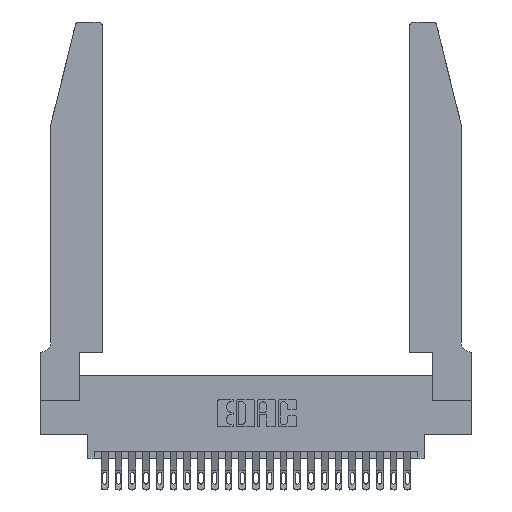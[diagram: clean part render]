
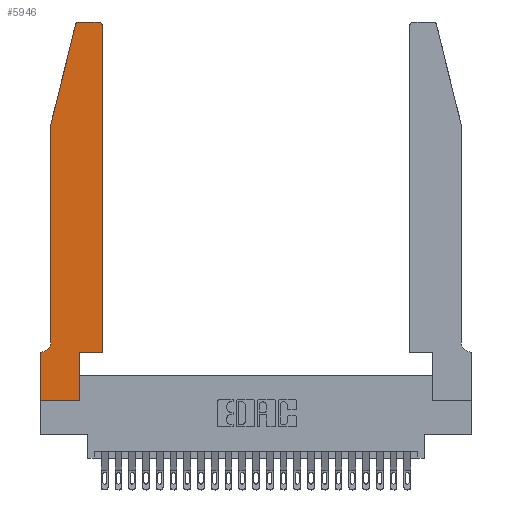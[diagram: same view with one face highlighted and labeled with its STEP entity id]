
A CAD part, top view. The second image highlights one B-rep face of the part: STEP entity #5946.
In plain terms, the highlighted planar face has unit normal (0, 0, 1).
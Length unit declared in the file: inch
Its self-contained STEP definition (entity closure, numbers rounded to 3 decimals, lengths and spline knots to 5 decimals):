
#43 = VECTOR ( 'NONE', #5409, 39.37008 ) ;
#179 = VECTOR ( 'NONE', #13852, 39.37008 ) ;
#427 = EDGE_CURVE ( 'NONE', #13653, #13877, #536, .T. ) ;
#536 = LINE ( 'NONE', #18569, #24576 ) ;
#773 = ORIENTED_EDGE ( 'NONE', *, *, #16455, .T. ) ;
#904 = ORIENTED_EDGE ( 'NONE', *, *, #17674, .T. ) ;
#1089 = VERTEX_POINT ( 'NONE', #10304 ) ;
#1735 = EDGE_LOOP ( 'NONE', ( #18560, #773, #10561, #9232, #18353, #5023, #904, #24057, #1852, #3532, #15028, #6440 ) ) ;
#1852 = ORIENTED_EDGE ( 'NONE', *, *, #20775, .T. ) ;
#2507 = LINE ( 'NONE', #10036, #12619 ) ;
#2662 = CARTESIAN_POINT ( 'NONE',  ( 0., 0., 0.37 ) ) ;
#2687 = VERTEX_POINT ( 'NONE', #18041 ) ;
#2705 = CARTESIAN_POINT ( 'NONE',  ( 0.4505, 0.35, 0.37 ) ) ;
#2886 = VECTOR ( 'NONE', #16826, 39.37008 ) ;
#2913 = CIRCLE ( 'NONE', #12218, 0.03 ) ;
#3532 = ORIENTED_EDGE ( 'NONE', *, *, #24690, .T. ) ;
#3600 = LINE ( 'NONE', #2662, #8347 ) ;
#3601 = VERTEX_POINT ( 'NONE', #12829 ) ;
#3733 = DIRECTION ( 'NONE',  ( -0.239, -0.971, 0. ) ) ;
#3773 = CARTESIAN_POINT ( 'NONE',  ( 0.4505, 2.72, 0.37 ) ) ;
#3954 = FACE_OUTER_BOUND ( 'NONE', #1735, .T. ) ;
#4686 = DIRECTION ( 'NONE',  ( 0., -1., 0. ) ) ;
#4910 = LINE ( 'NONE', #23700, #179 ) ;
#5023 = ORIENTED_EDGE ( 'NONE', *, *, #6195, .T. ) ;
#5063 = CARTESIAN_POINT ( 'NONE',  ( 0.284, 2.75, 0.37 ) ) ;
#5409 = DIRECTION ( 'NONE',  ( 0., -1., 0. ) ) ;
#5705 = CARTESIAN_POINT ( 'NONE',  ( 0.4505, 0.35, 0.37 ) ) ;
#5753 = VERTEX_POINT ( 'NONE', #22381 ) ;
#5835 = CARTESIAN_POINT ( 'NONE',  ( 0.0755, 0.35, 0.37 ) ) ;
#5946 = ADVANCED_FACE ( 'NONE', ( #3954 ), #24916, .T. ) ;
#6167 = EDGE_CURVE ( 'NONE', #1089, #2687, #4910, .T. ) ;
#6195 = EDGE_CURVE ( 'NONE', #6977, #15301, #24861, .T. ) ;
#6440 = ORIENTED_EDGE ( 'NONE', *, *, #17678, .T. ) ;
#6977 = VERTEX_POINT ( 'NONE', #16465 ) ;
#7441 = CIRCLE ( 'NONE', #20061, 0.07 ) ;
#7678 = VERTEX_POINT ( 'NONE', #5063 ) ;
#8347 = VECTOR ( 'NONE', #4686, 39.37008 ) ;
#8718 = DIRECTION ( 'NONE',  ( 0., 0., 1. ) ) ;
#9099 = CARTESIAN_POINT ( 'NONE',  ( 0., 0.35, 0.37 ) ) ;
#9232 = ORIENTED_EDGE ( 'NONE', *, *, #10298, .T. ) ;
#9351 = CARTESIAN_POINT ( 'NONE',  ( 0.0755, 2., 0.37 ) ) ;
#9721 = VERTEX_POINT ( 'NONE', #5705 ) ;
#9815 = CARTESIAN_POINT ( 'NONE',  ( 0., 0.35, 0.37 ) ) ;
#9856 = DIRECTION ( 'NONE',  ( -1., 0., 0. ) ) ;
#10036 = CARTESIAN_POINT ( 'NONE',  ( 0.2865, 0.35, 0.37 ) ) ;
#10100 = CARTESIAN_POINT ( 'NONE',  ( 0.0055, 0.42, 0.37 ) ) ;
#10169 = AXIS2_PLACEMENT_3D ( 'NONE', #10759, #24644, #12816 ) ;
#10298 = EDGE_CURVE ( 'NONE', #13877, #5753, #25335, .T. ) ;
#10304 = CARTESIAN_POINT ( 'NONE',  ( 0., 0., 0.37 ) ) ;
#10561 = ORIENTED_EDGE ( 'NONE', *, *, #427, .T. ) ;
#10759 = CARTESIAN_POINT ( 'NONE',  ( 0.4205, 2.72, 0.37 ) ) ;
#12165 = DIRECTION ( 'NONE',  ( -1., 0., 0. ) ) ;
#12218 = AXIS2_PLACEMENT_3D ( 'NONE', #20709, #8718, #22663 ) ;
#12473 = CARTESIAN_POINT ( 'NONE',  ( 0.4505, 0.35, 0.37 ) ) ;
#12619 = VECTOR ( 'NONE', #14212, 39.37008 ) ;
#12816 = DIRECTION ( 'NONE',  ( 1., 0., 0. ) ) ;
#12829 = CARTESIAN_POINT ( 'NONE',  ( 0.2865, 0.35, 0.37 ) ) ;
#13183 = DIRECTION ( 'NONE',  ( 1., 0., 0. ) ) ;
#13653 = VERTEX_POINT ( 'NONE', #24671 ) ;
#13852 = DIRECTION ( 'NONE',  ( 1., 0., 0. ) ) ;
#13877 = VERTEX_POINT ( 'NONE', #9351 ) ;
#14212 = DIRECTION ( 'NONE',  ( 0., 1., 0. ) ) ;
#14377 = VECTOR ( 'NONE', #9856, 39.37008 ) ;
#14489 = DIRECTION ( 'NONE',  ( 1., 0., 0. ) ) ;
#14790 = EDGE_CURVE ( 'NONE', #5753, #6977, #7441, .T. ) ;
#14824 = AXIS2_PLACEMENT_3D ( 'NONE', #9099, #25000, #13183 ) ;
#15028 = ORIENTED_EDGE ( 'NONE', *, *, #19607, .T. ) ;
#15301 = VERTEX_POINT ( 'NONE', #9815 ) ;
#15686 = VECTOR ( 'NONE', #14489, 39.37008 ) ;
#16455 = EDGE_CURVE ( 'NONE', #7678, #13653, #2913, .T. ) ;
#16465 = CARTESIAN_POINT ( 'NONE',  ( 0.0055, 0.35, 0.37 ) ) ;
#16826 = DIRECTION ( 'NONE',  ( 0., 1., 0. ) ) ;
#17267 = VECTOR ( 'NONE', #24991, 39.37008 ) ;
#17360 = VERTEX_POINT ( 'NONE', #17485 ) ;
#17484 = CARTESIAN_POINT ( 'NONE',  ( 0.0755, 2., 0.37 ) ) ;
#17485 = CARTESIAN_POINT ( 'NONE',  ( 0.4205, 2.75, 0.37 ) ) ;
#17674 = EDGE_CURVE ( 'NONE', #15301, #1089, #3600, .T. ) ;
#17678 = EDGE_CURVE ( 'NONE', #21155, #17360, #24213, .T. ) ;
#18041 = CARTESIAN_POINT ( 'NONE',  ( 0.2865, 0., 0.37 ) ) ;
#18353 = ORIENTED_EDGE ( 'NONE', *, *, #14790, .T. ) ;
#18560 = ORIENTED_EDGE ( 'NONE', *, *, #24849, .T. ) ;
#18569 = CARTESIAN_POINT ( 'NONE',  ( 0.0755, 2., 0.37 ) ) ;
#19607 = EDGE_CURVE ( 'NONE', #9721, #21155, #23512, .T. ) ;
#20061 = AXIS2_PLACEMENT_3D ( 'NONE', #10100, #24011, #12165 ) ;
#20709 = CARTESIAN_POINT ( 'NONE',  ( 0.284, 2.72, 0.37 ) ) ;
#20775 = EDGE_CURVE ( 'NONE', #2687, #3601, #2507, .T. ) ;
#20962 = LINE ( 'NONE', #12473, #15686 ) ;
#21155 = VERTEX_POINT ( 'NONE', #3773 ) ;
#22381 = CARTESIAN_POINT ( 'NONE',  ( 0.0755, 0.42, 0.37 ) ) ;
#22477 = LINE ( 'NONE', #23030, #17267 ) ;
#22663 = DIRECTION ( 'NONE',  ( 1., 0., 0. ) ) ;
#23030 = CARTESIAN_POINT ( 'NONE',  ( 0.2605, 2.75, 0.37 ) ) ;
#23512 = LINE ( 'NONE', #2705, #2886 ) ;
#23700 = CARTESIAN_POINT ( 'NONE',  ( 0., 0., 0.37 ) ) ;
#24011 = DIRECTION ( 'NONE',  ( 0., 0., -1. ) ) ;
#24057 = ORIENTED_EDGE ( 'NONE', *, *, #6167, .T. ) ;
#24213 = CIRCLE ( 'NONE', #10169, 0.03 ) ;
#24576 = VECTOR ( 'NONE', #3733, 39.37008 ) ;
#24644 = DIRECTION ( 'NONE',  ( 0., 0., 1. ) ) ;
#24671 = CARTESIAN_POINT ( 'NONE',  ( 0.25487, 2.72718, 0.37 ) ) ;
#24690 = EDGE_CURVE ( 'NONE', #3601, #9721, #20962, .T. ) ;
#24849 = EDGE_CURVE ( 'NONE', #17360, #7678, #22477, .T. ) ;
#24861 = LINE ( 'NONE', #5835, #14377 ) ;
#24916 = PLANE ( 'NONE',  #14824 ) ;
#24991 = DIRECTION ( 'NONE',  ( -1., 0., 0. ) ) ;
#25000 = DIRECTION ( 'NONE',  ( 0., 0., 1. ) ) ;
#25335 = LINE ( 'NONE', #17484, #43 ) ;
